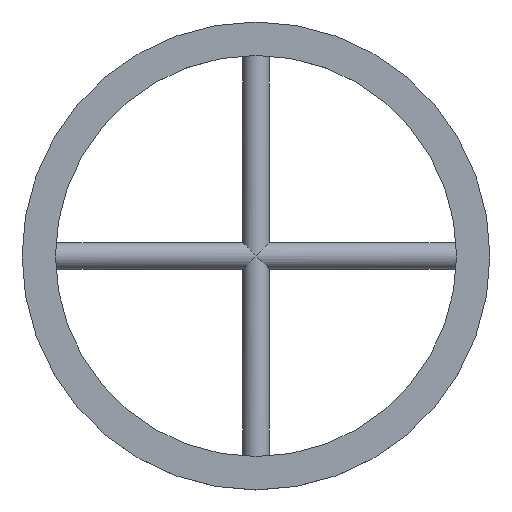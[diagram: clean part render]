
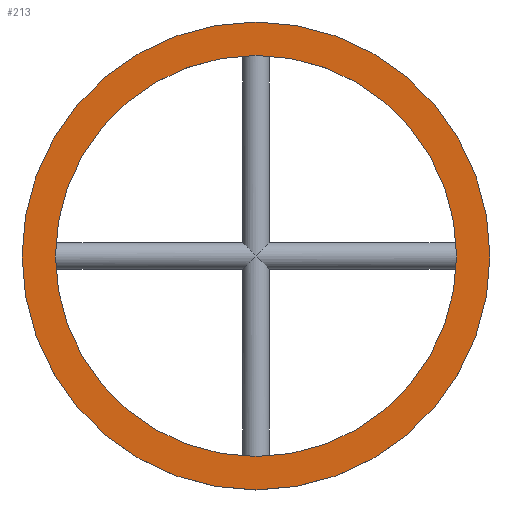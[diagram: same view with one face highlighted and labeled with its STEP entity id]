
A CAD part, top view. The second image highlights one B-rep face of the part: STEP entity #213.
In plain terms, the highlighted planar face has unit normal (0, 0, 1).
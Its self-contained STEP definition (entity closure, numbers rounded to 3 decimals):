
#34=FACE_BOUND('',#51,.T.);
#36=PLANE('',#240);
#39=FACE_OUTER_BOUND('',#50,.T.);
#50=EDGE_LOOP('',(#139));
#51=EDGE_LOOP('',(#140,#141,#142,#143));
#72=CIRCLE('',#238,43.75);
#74=CIRCLE('',#241,37.5);
#75=CIRCLE('',#242,37.5);
#76=CIRCLE('',#243,37.5);
#77=CIRCLE('',#244,37.5);
#82=VERTEX_POINT('',#330);
#84=VERTEX_POINT('',#336);
#85=VERTEX_POINT('',#337);
#86=VERTEX_POINT('',#339);
#87=VERTEX_POINT('',#341);
#101=EDGE_CURVE('',#82,#82,#72,.T.);
#104=EDGE_CURVE('',#84,#85,#74,.T.);
#105=EDGE_CURVE('',#85,#86,#75,.T.);
#106=EDGE_CURVE('',#86,#87,#76,.T.);
#107=EDGE_CURVE('',#87,#84,#77,.T.);
#139=ORIENTED_EDGE('',*,*,#101,.T.);
#140=ORIENTED_EDGE('',*,*,#104,.T.);
#141=ORIENTED_EDGE('',*,*,#105,.T.);
#142=ORIENTED_EDGE('',*,*,#106,.T.);
#143=ORIENTED_EDGE('',*,*,#107,.T.);
#213=ADVANCED_FACE('',(#39,#34),#36,.T.);
#238=AXIS2_PLACEMENT_3D('',#331,#269,#270);
#240=AXIS2_PLACEMENT_3D('',#335,#274,#275);
#241=AXIS2_PLACEMENT_3D('',#338,#276,#277);
#242=AXIS2_PLACEMENT_3D('',#340,#278,#279);
#243=AXIS2_PLACEMENT_3D('',#342,#280,#281);
#244=AXIS2_PLACEMENT_3D('',#343,#282,#283);
#269=DIRECTION('center_axis',(0.,0.,1.));
#270=DIRECTION('ref_axis',(1.,0.,0.));
#274=DIRECTION('center_axis',(0.,0.,1.));
#275=DIRECTION('ref_axis',(1.,0.,0.));
#276=DIRECTION('center_axis',(0.,0.,-1.));
#277=DIRECTION('ref_axis',(1.,0.,0.));
#278=DIRECTION('center_axis',(0.,0.,-1.));
#279=DIRECTION('ref_axis',(1.,0.,0.));
#280=DIRECTION('center_axis',(0.,0.,-1.));
#281=DIRECTION('ref_axis',(1.,0.,0.));
#282=DIRECTION('center_axis',(0.,0.,-1.));
#283=DIRECTION('ref_axis',(1.,0.,0.));
#330=CARTESIAN_POINT('',(-43.75,0.,5.));
#331=CARTESIAN_POINT('Origin',(0.,0.,5.));
#335=CARTESIAN_POINT('Origin',(0.,0.,5.));
#336=CARTESIAN_POINT('',(0.,37.5,5.));
#337=CARTESIAN_POINT('',(37.5,0.,5.));
#338=CARTESIAN_POINT('Origin',(0.,0.,5.));
#339=CARTESIAN_POINT('',(0.,-37.5,5.));
#340=CARTESIAN_POINT('Origin',(0.,0.,5.));
#341=CARTESIAN_POINT('',(-37.5,0.,5.));
#342=CARTESIAN_POINT('Origin',(0.,0.,5.));
#343=CARTESIAN_POINT('Origin',(0.,0.,5.));
